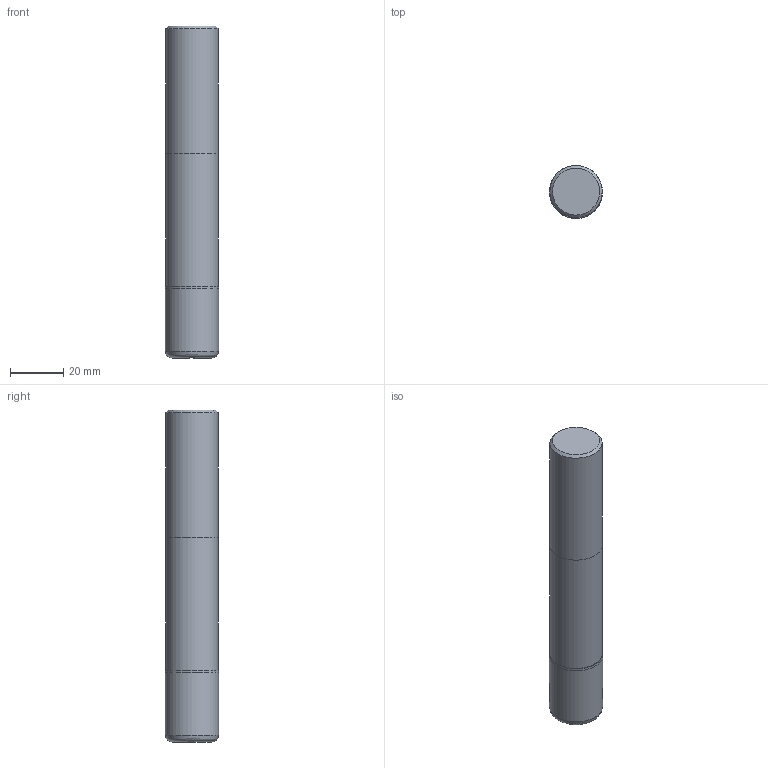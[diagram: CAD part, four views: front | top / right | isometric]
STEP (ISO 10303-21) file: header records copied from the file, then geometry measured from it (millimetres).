
FILE_DESCRIPTION ((), '3-D model version:1');
FILE_NAME ('2S221-2000-250-NG', '2012-10-11T13:21:03', ('InteractiveCad'), ('AB Sandvik Coromant'), 'HarmonyWare STEP v1.4.9', 'T3D tool generator', '');
FILE_SCHEMA (('CONFIG_CONTROL_DESIGN'));
Length unit declared in the file: millimetre
Products named in the file (2): product-name
Bounding box: 20 x 19.98 x 125 mm (x, y, z)
Volume: 38452.6 mm3; surface area: 8924.9 mm2
Topology: 2 solids, 2 shells, 11 faces, 15 edges, 9 vertices
Faces by surface type: bspline 11
Entity records: 538 total; most frequent: CARTESIAN_POINT 240, ORIENTED_EDGE 30, PERSON 16, ORGANIZATION 16, PERSON_AND_ORGANIZATION 16, EDGE_CURVE 15, EDGE_LOOP 12, FACE_OUTER_BOUND 11
